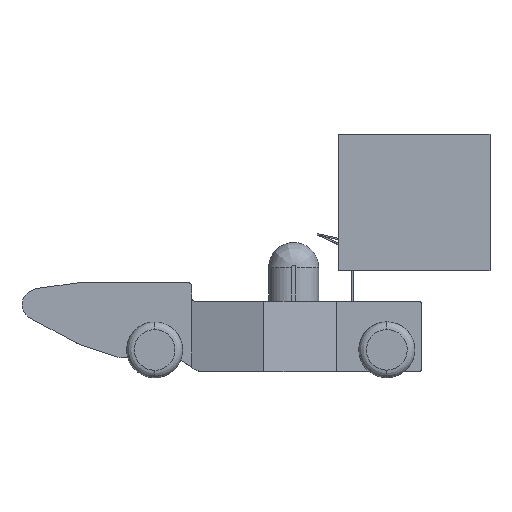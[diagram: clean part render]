
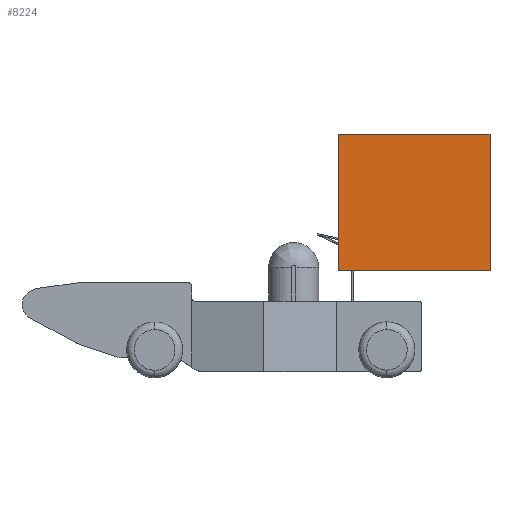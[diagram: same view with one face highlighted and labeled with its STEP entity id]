
A CAD part, front view. The second image highlights one B-rep face of the part: STEP entity #8224.
In plain terms, the highlighted planar face has unit normal (0, -1, 0).
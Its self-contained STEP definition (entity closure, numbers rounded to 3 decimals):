
#8131 = PLANE('',#8132);
#8132 = AXIS2_PLACEMENT_3D('',#8133,#8134,#8135);
#8133 = CARTESIAN_POINT('',(2210.,-500.,700.));
#8134 = DIRECTION('',(-1.,0.,0.));
#8135 = DIRECTION('',(0.,-1.,0.));
#8159 = PLANE('',#8160);
#8160 = AXIS2_PLACEMENT_3D('',#8161,#8162,#8163);
#8161 = CARTESIAN_POINT('',(2210.,-500.,700.));
#8162 = DIRECTION('',(-0.,-0.,1.));
#8163 = DIRECTION('',(-1.,0.,0.));
#8187 = PLANE('',#8188);
#8188 = AXIS2_PLACEMENT_3D('',#8189,#8190,#8191);
#8189 = CARTESIAN_POINT('',(1210.,-500.,700.));
#8190 = DIRECTION('',(-1.,0.,0.));
#8191 = DIRECTION('',(0.,-1.,0.));
#8213 = PLANE('',#8214);
#8214 = AXIS2_PLACEMENT_3D('',#8215,#8216,#8217);
#8215 = CARTESIAN_POINT('',(2210.,-500.,1600.));
#8216 = DIRECTION('',(-0.,-0.,1.));
#8217 = DIRECTION('',(-1.,0.,0.));
#8224 = ADVANCED_FACE('',(#8225),#8239,.T.);
#8225 = FACE_BOUND('',#8226,.F.);
#8226 = EDGE_LOOP('',(#8227,#8257,#8280,#8303));
#8227 = ORIENTED_EDGE('',*,*,#8228,.F.);
#8228 = EDGE_CURVE('',#8229,#8231,#8233,.T.);
#8229 = VERTEX_POINT('',#8230);
#8230 = CARTESIAN_POINT('',(2210.,-510.,700.));
#8231 = VERTEX_POINT('',#8232);
#8232 = CARTESIAN_POINT('',(2210.,-510.,1600.));
#8233 = SURFACE_CURVE('',#8234,(#8238,#8250),.PCURVE_S1.);
#8234 = LINE('',#8235,#8236);
#8235 = CARTESIAN_POINT('',(2210.,-510.,700.));
#8236 = VECTOR('',#8237,1.);
#8237 = DIRECTION('',(-0.,-0.,1.));
#8238 = PCURVE('',#8239,#8244);
#8239 = PLANE('',#8240);
#8240 = AXIS2_PLACEMENT_3D('',#8241,#8242,#8243);
#8241 = CARTESIAN_POINT('',(2210.,-510.,700.));
#8242 = DIRECTION('',(0.,-1.,-0.));
#8243 = DIRECTION('',(-1.,0.,0.));
#8244 = DEFINITIONAL_REPRESENTATION('',(#8245),#8249);
#8245 = LINE('',#8246,#8247);
#8246 = CARTESIAN_POINT('',(-0.,-0.));
#8247 = VECTOR('',#8248,1.);
#8248 = DIRECTION('',(-0.,-1.));
#8249 = ( GEOMETRIC_REPRESENTATION_CONTEXT(2) 
PARAMETRIC_REPRESENTATION_CONTEXT() REPRESENTATION_CONTEXT('2D SPACE',''
  ) );
#8250 = PCURVE('',#8131,#8251);
#8251 = DEFINITIONAL_REPRESENTATION('',(#8252),#8256);
#8252 = LINE('',#8253,#8254);
#8253 = CARTESIAN_POINT('',(10.,-0.));
#8254 = VECTOR('',#8255,1.);
#8255 = DIRECTION('',(-0.,1.));
#8256 = ( GEOMETRIC_REPRESENTATION_CONTEXT(2) 
PARAMETRIC_REPRESENTATION_CONTEXT() REPRESENTATION_CONTEXT('2D SPACE',''
  ) );
#8257 = ORIENTED_EDGE('',*,*,#8258,.T.);
#8258 = EDGE_CURVE('',#8229,#8259,#8261,.T.);
#8259 = VERTEX_POINT('',#8260);
#8260 = CARTESIAN_POINT('',(1210.,-510.,700.));
#8261 = SURFACE_CURVE('',#8262,(#8266,#8273),.PCURVE_S1.);
#8262 = LINE('',#8263,#8264);
#8263 = CARTESIAN_POINT('',(2210.,-510.,700.));
#8264 = VECTOR('',#8265,1.);
#8265 = DIRECTION('',(-1.,0.,0.));
#8266 = PCURVE('',#8239,#8267);
#8267 = DEFINITIONAL_REPRESENTATION('',(#8268),#8272);
#8268 = LINE('',#8269,#8270);
#8269 = CARTESIAN_POINT('',(-0.,-0.));
#8270 = VECTOR('',#8271,1.);
#8271 = DIRECTION('',(1.,-0.));
#8272 = ( GEOMETRIC_REPRESENTATION_CONTEXT(2) 
PARAMETRIC_REPRESENTATION_CONTEXT() REPRESENTATION_CONTEXT('2D SPACE',''
  ) );
#8273 = PCURVE('',#8159,#8274);
#8274 = DEFINITIONAL_REPRESENTATION('',(#8275),#8279);
#8275 = LINE('',#8276,#8277);
#8276 = CARTESIAN_POINT('',(-0.,10.));
#8277 = VECTOR('',#8278,1.);
#8278 = DIRECTION('',(1.,0.));
#8279 = ( GEOMETRIC_REPRESENTATION_CONTEXT(2) 
PARAMETRIC_REPRESENTATION_CONTEXT() REPRESENTATION_CONTEXT('2D SPACE',''
  ) );
#8280 = ORIENTED_EDGE('',*,*,#8281,.T.);
#8281 = EDGE_CURVE('',#8259,#8282,#8284,.T.);
#8282 = VERTEX_POINT('',#8283);
#8283 = CARTESIAN_POINT('',(1210.,-510.,1600.));
#8284 = SURFACE_CURVE('',#8285,(#8289,#8296),.PCURVE_S1.);
#8285 = LINE('',#8286,#8287);
#8286 = CARTESIAN_POINT('',(1210.,-510.,700.));
#8287 = VECTOR('',#8288,1.);
#8288 = DIRECTION('',(-0.,-0.,1.));
#8289 = PCURVE('',#8239,#8290);
#8290 = DEFINITIONAL_REPRESENTATION('',(#8291),#8295);
#8291 = LINE('',#8292,#8293);
#8292 = CARTESIAN_POINT('',(1000.,-0.));
#8293 = VECTOR('',#8294,1.);
#8294 = DIRECTION('',(-0.,-1.));
#8295 = ( GEOMETRIC_REPRESENTATION_CONTEXT(2) 
PARAMETRIC_REPRESENTATION_CONTEXT() REPRESENTATION_CONTEXT('2D SPACE',''
  ) );
#8296 = PCURVE('',#8187,#8297);
#8297 = DEFINITIONAL_REPRESENTATION('',(#8298),#8302);
#8298 = LINE('',#8299,#8300);
#8299 = CARTESIAN_POINT('',(10.,-0.));
#8300 = VECTOR('',#8301,1.);
#8301 = DIRECTION('',(-0.,1.));
#8302 = ( GEOMETRIC_REPRESENTATION_CONTEXT(2) 
PARAMETRIC_REPRESENTATION_CONTEXT() REPRESENTATION_CONTEXT('2D SPACE',''
  ) );
#8303 = ORIENTED_EDGE('',*,*,#8304,.F.);
#8304 = EDGE_CURVE('',#8231,#8282,#8305,.T.);
#8305 = SURFACE_CURVE('',#8306,(#8310,#8317),.PCURVE_S1.);
#8306 = LINE('',#8307,#8308);
#8307 = CARTESIAN_POINT('',(2210.,-510.,1600.));
#8308 = VECTOR('',#8309,1.);
#8309 = DIRECTION('',(-1.,0.,0.));
#8310 = PCURVE('',#8239,#8311);
#8311 = DEFINITIONAL_REPRESENTATION('',(#8312),#8316);
#8312 = LINE('',#8313,#8314);
#8313 = CARTESIAN_POINT('',(-0.,-900.));
#8314 = VECTOR('',#8315,1.);
#8315 = DIRECTION('',(1.,-0.));
#8316 = ( GEOMETRIC_REPRESENTATION_CONTEXT(2) 
PARAMETRIC_REPRESENTATION_CONTEXT() REPRESENTATION_CONTEXT('2D SPACE',''
  ) );
#8317 = PCURVE('',#8213,#8318);
#8318 = DEFINITIONAL_REPRESENTATION('',(#8319),#8323);
#8319 = LINE('',#8320,#8321);
#8320 = CARTESIAN_POINT('',(-0.,10.));
#8321 = VECTOR('',#8322,1.);
#8322 = DIRECTION('',(1.,0.));
#8323 = ( GEOMETRIC_REPRESENTATION_CONTEXT(2) 
PARAMETRIC_REPRESENTATION_CONTEXT() REPRESENTATION_CONTEXT('2D SPACE',''
  ) );
